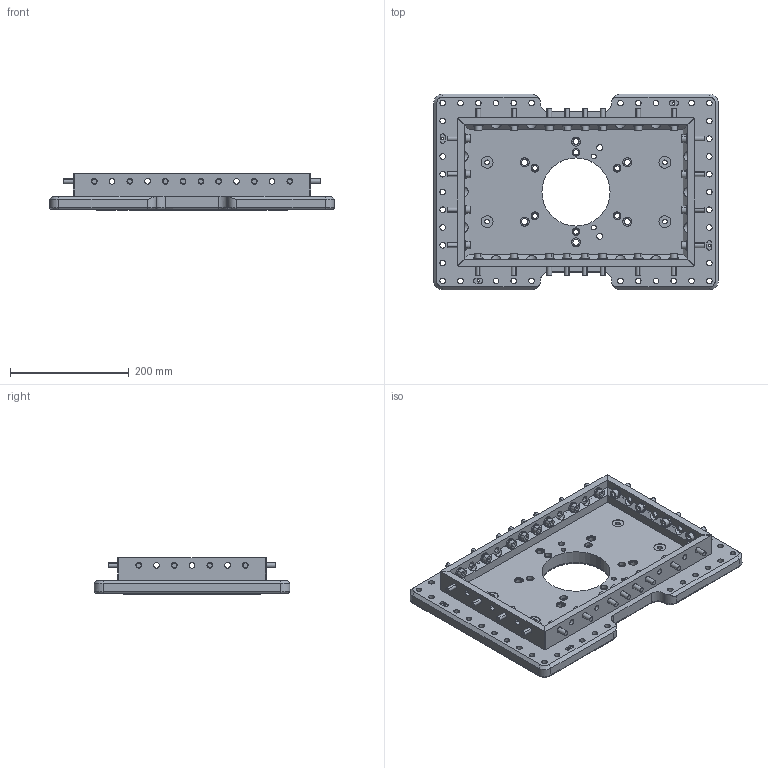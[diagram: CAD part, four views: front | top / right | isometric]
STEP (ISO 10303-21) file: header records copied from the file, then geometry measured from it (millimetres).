
FILE_DESCRIPTION(('CATIA V5 STEP Exchange'),'2;1');
FILE_NAME('AEGT018-SET.stp','2021-08-27T03:08:34+00:00',('none'),('none'),'CATIA Version 5 Release 21 GA (IN-10)','CATIA V5 STEP AP203','none');
FILE_SCHEMA(('CONFIG_CONTROL_DESIGN'));
Length unit declared in the file: millimetre
Products named in the file (2): AEGT018-SET; GB
Assembly tree (30 placements, depth 3):
  AEGT018-SET
    #58
    #20659  x2
    #23474  x2
    GB
      #25297  x24
Bounding box: 480 x 330 x 62 mm (x, y, z)
Volume: 3668825.2 mm3; surface area: 609115.1 mm2
Topology: 41 solids, 41 shells, 1309 faces, 3226 edges, 2098 vertices
Faces by surface type: cylinder 746, plane 427, cone 116, bspline 20
Entity records: 26053 total; most frequent: CARTESIAN_POINT 7875, ORIENTED_EDGE 3898, DIRECTION 2937, EDGE_CURVE 1949, AXIS2_PLACEMENT_3D 1570, VERTEX_POINT 1282, EDGE_LOOP 1107, CIRCLE 941
